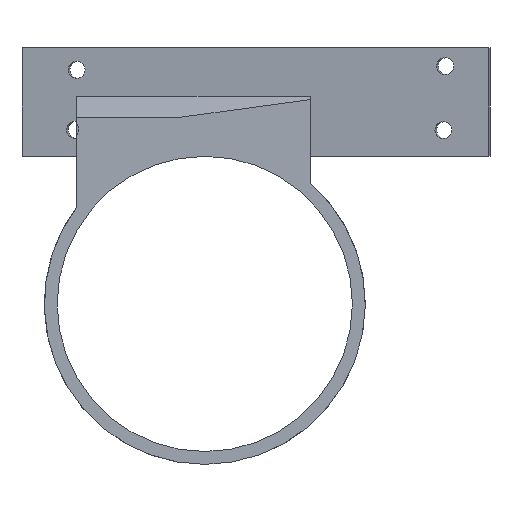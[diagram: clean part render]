
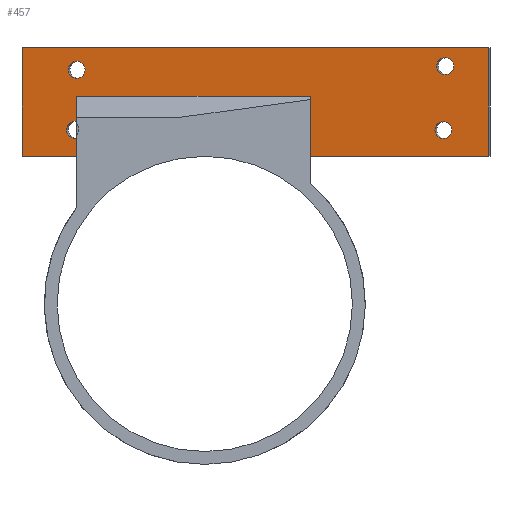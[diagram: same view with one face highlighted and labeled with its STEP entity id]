
A CAD part, front view. The second image highlights one B-rep face of the part: STEP entity #457.
In plain terms, the highlighted planar face has unit normal (-0.136, -0.991, 0).
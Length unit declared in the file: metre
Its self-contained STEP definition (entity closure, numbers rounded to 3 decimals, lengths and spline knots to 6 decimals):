
#17=CIRCLE('',#503,0.002);
#18=CIRCLE('',#504,0.002);
#19=CIRCLE('',#505,0.002);
#20=CIRCLE('',#506,0.002);
#103=ORIENTED_EDGE('',*,*,#205,.T.);
#104=ORIENTED_EDGE('',*,*,#206,.T.);
#105=ORIENTED_EDGE('',*,*,#207,.T.);
#106=ORIENTED_EDGE('',*,*,#208,.T.);
#107=ORIENTED_EDGE('',*,*,#177,.F.);
#108=ORIENTED_EDGE('',*,*,#204,.T.);
#109=ORIENTED_EDGE('',*,*,#202,.F.);
#110=ORIENTED_EDGE('',*,*,#198,.F.);
#111=ORIENTED_EDGE('',*,*,#194,.T.);
#112=ORIENTED_EDGE('',*,*,#209,.T.);
#113=ORIENTED_EDGE('',*,*,#185,.F.);
#114=ORIENTED_EDGE('',*,*,#210,.T.);
#115=ORIENTED_EDGE('',*,*,#157,.F.);
#157=EDGE_CURVE('',#218,#219,#261,.T.);
#177=EDGE_CURVE('',#235,#236,#274,.T.);
#185=EDGE_CURVE('',#240,#241,#281,.T.);
#194=EDGE_CURVE('',#249,#248,#290,.T.);
#198=EDGE_CURVE('',#249,#252,#294,.T.);
#202=EDGE_CURVE('',#252,#253,#298,.T.);
#204=EDGE_CURVE('',#235,#253,#300,.T.);
#205=EDGE_CURVE('',#255,#255,#17,.T.);
#206=EDGE_CURVE('',#256,#256,#18,.T.);
#207=EDGE_CURVE('',#257,#257,#19,.T.);
#208=EDGE_CURVE('',#218,#236,#301,.T.);
#209=EDGE_CURVE('',#248,#241,#302,.T.);
#210=EDGE_CURVE('',#240,#219,#20,.T.);
#218=VERTEX_POINT('',#652);
#219=VERTEX_POINT('',#653);
#235=VERTEX_POINT('',#694);
#236=VERTEX_POINT('',#696);
#240=VERTEX_POINT('',#709);
#241=VERTEX_POINT('',#711);
#248=VERTEX_POINT('',#728);
#249=VERTEX_POINT('',#730);
#252=VERTEX_POINT('',#738);
#253=VERTEX_POINT('',#742);
#255=VERTEX_POINT('',#751);
#256=VERTEX_POINT('',#753);
#257=VERTEX_POINT('',#755);
#261=LINE('',#651,#305);
#274=LINE('',#695,#318);
#281=LINE('',#710,#325);
#290=LINE('',#729,#334);
#294=LINE('',#737,#338);
#298=LINE('',#745,#342);
#300=LINE('',#748,#344);
#301=LINE('',#756,#345);
#302=LINE('',#757,#346);
#305=VECTOR('',#525,1.);
#318=VECTOR('',#564,1.);
#325=VECTOR('',#577,1.);
#334=VECTOR('',#590,1.);
#338=VECTOR('',#596,1.);
#342=VECTOR('',#602,1.);
#344=VECTOR('',#606,1.);
#345=VECTOR('',#615,1.);
#346=VECTOR('',#616,1.);
#367=EDGE_LOOP('',(#103));
#368=EDGE_LOOP('',(#104));
#369=EDGE_LOOP('',(#105));
#370=EDGE_LOOP('',(#106,#107,#108,#109,#110,#111,#112,#113,#114,#115));
#405=FACE_BOUND('',#367,.T.);
#406=FACE_BOUND('',#368,.T.);
#407=FACE_BOUND('',#369,.T.);
#408=FACE_BOUND('',#370,.T.);
#437=PLANE('',#502);
#457=ADVANCED_FACE('',(#405,#406,#407,#408),#437,.F.);
#502=AXIS2_PLACEMENT_3D('',#749,#607,#608);
#503=AXIS2_PLACEMENT_3D('',#750,#609,#610);
#504=AXIS2_PLACEMENT_3D('',#752,#611,#612);
#505=AXIS2_PLACEMENT_3D('',#754,#613,#614);
#506=AXIS2_PLACEMENT_3D('',#758,#617,#618);
#525=DIRECTION('',(0.,0.,-1.));
#564=DIRECTION('',(0.,0.,1.));
#577=DIRECTION('',(0.,0.,-1.));
#590=DIRECTION('',(0.,0.,-1.));
#596=DIRECTION('',(0.991,-0.136,0.));
#602=DIRECTION('',(0.,0.,-1.));
#606=DIRECTION('',(0.991,-0.136,0.));
#607=DIRECTION('',(0.136,0.991,0.));
#608=DIRECTION('',(-0.991,0.136,0.));
#609=DIRECTION('',(0.136,0.991,0.));
#610=DIRECTION('',(-0.991,0.136,0.));
#611=DIRECTION('',(0.136,0.991,0.));
#612=DIRECTION('',(-0.991,0.136,0.));
#613=DIRECTION('',(0.136,0.991,0.));
#614=DIRECTION('',(-0.991,0.136,0.));
#615=DIRECTION('',(0.991,-0.136,0.));
#616=DIRECTION('',(0.991,-0.136,0.));
#617=DIRECTION('',(0.136,0.991,0.));
#618=DIRECTION('',(-0.991,0.136,0.));
#651=CARTESIAN_POINT('',(-0.029981,0.045274,0.0254));
#652=CARTESIAN_POINT('',(-0.029981,0.045274,0.014005));
#653=CARTESIAN_POINT('',(-0.029981,0.045274,0.008191));
#694=CARTESIAN_POINT('',(0.024692,0.037748,0.));
#695=CARTESIAN_POINT('',(0.024692,0.037748,0.0254));
#696=CARTESIAN_POINT('',(0.024692,0.037748,0.014005));
#709=CARTESIAN_POINT('',(-0.029981,0.045274,0.00426));
#710=CARTESIAN_POINT('',(-0.029981,0.045274,0.0254));
#711=CARTESIAN_POINT('',(-0.029981,0.045274,0.));
#728=CARTESIAN_POINT('',(-0.042724,0.047028,0.));
#729=CARTESIAN_POINT('',(-0.042724,0.047028,0.0254));
#730=CARTESIAN_POINT('',(-0.042724,0.047028,0.0254));
#737=CARTESIAN_POINT('',(0.011762,0.039528,0.0254));
#738=CARTESIAN_POINT('',(0.066249,0.032028,0.0254));
#742=CARTESIAN_POINT('',(0.066249,0.032028,0.));
#745=CARTESIAN_POINT('',(0.066249,0.032028,0.0254));
#748=CARTESIAN_POINT('',(0.011762,0.039528,0.));
#749=CARTESIAN_POINT('',(0.011762,0.039528,0.0254));
#750=CARTESIAN_POINT('',(-0.029951,0.04527,0.020202));
#751=CARTESIAN_POINT('',(-0.031932,0.045543,0.020202));
#752=CARTESIAN_POINT('',(0.055766,0.033471,0.006138));
#753=CARTESIAN_POINT('',(0.053785,0.033744,0.006138));
#754=CARTESIAN_POINT('',(0.056179,0.033414,0.021075));
#755=CARTESIAN_POINT('',(0.054198,0.033687,0.021075));
#756=CARTESIAN_POINT('',(0.011762,0.039528,0.014005));
#757=CARTESIAN_POINT('',(0.011762,0.039528,0.));
#758=CARTESIAN_POINT('',(-0.030348,0.045325,0.006226));
